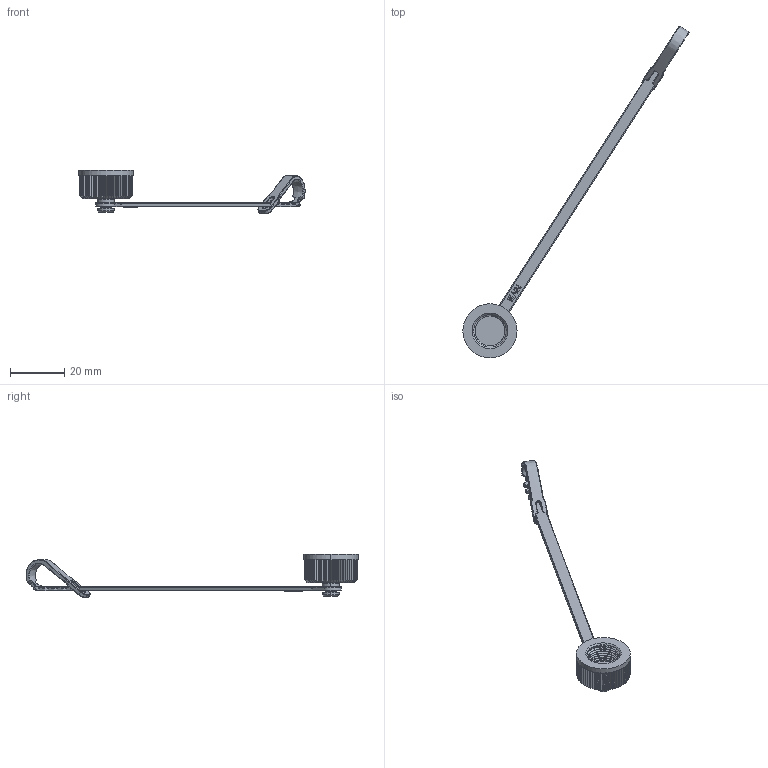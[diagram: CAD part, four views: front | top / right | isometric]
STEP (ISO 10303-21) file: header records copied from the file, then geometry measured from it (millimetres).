
FILE_DESCRIPTION((''),'2;1');
FILE_NAME('M12-MCV-1-1_SW0001','2017-05-31T',('hq.zhang'),(''),'PRO/ENGINEER BY PARAMETRIC TECHNOLOGY CORPORATION, 2012480','PRO/ENGINEER BY PARAMETRIC TECHNOLOGY CORPORATION, 2012480','');
FILE_SCHEMA(('AUTOMOTIVE_DESIGN { 1 0 10303 214 1 1 1 1 }'));
Length unit declared in the file: millimetre
Products named in the file (1): M12-MCV-1-1_SW0001
Bounding box: 83.46 x 122.48 x 16.11 mm (x, y, z)
Volume: 3320.5 mm3; surface area: 4160.4 mm2
Topology: 1 solids, 1 shells, 686 faces, 1834 edges, 1114 vertices
Faces by surface type: bspline 457, plane 128, cylinder 85, cone 8, torus 6, extrusion 2
Entity records: 35304 total; most frequent: CARTESIAN_POINT 21372, ORIENTED_EDGE 3566, EDGE_CURVE 1783, DIRECTION 1625, VERTEX_POINT 1112, VECTOR 809, LINE 807, B_SPLINE_CURVE_WITH_KNOTS 797
